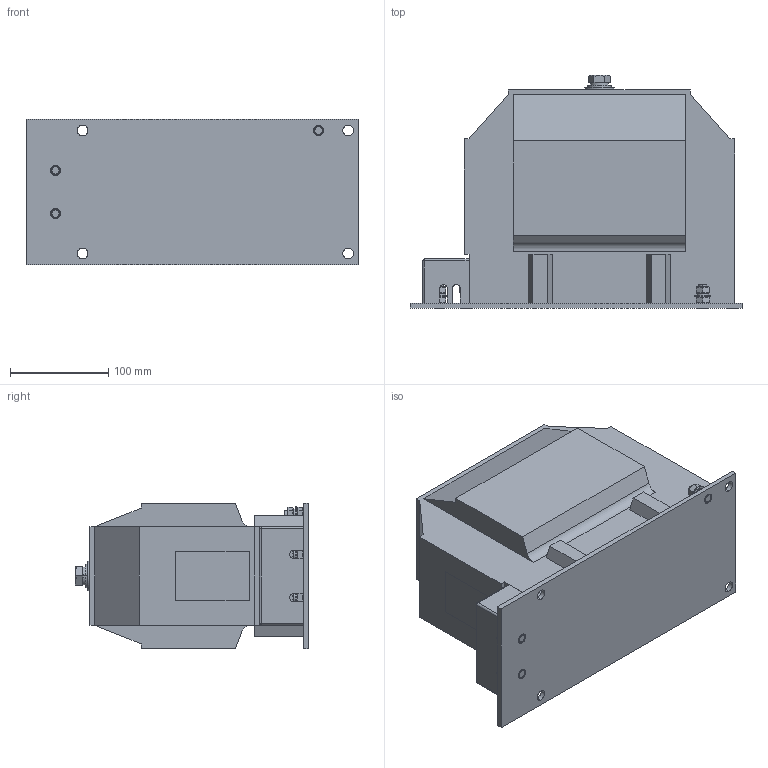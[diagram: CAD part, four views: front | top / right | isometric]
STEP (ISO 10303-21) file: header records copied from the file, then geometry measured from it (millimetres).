
FILE_DESCRIPTION (( 'STEP AP214' ), '1' );
FILE_NAME ('ﾍﾈﾎﾋ-ﾑﾒ-3-ﾌ_ﾍﾈﾎﾋ-ﾑﾒ-6-ﾌ_ﾍﾈﾎﾋ-ﾑﾒ-10-ﾌ.STEP', '2023-08-10T18:06:52', ( '' ), ( '' ), 'SwSTEP 2.0', 'SolidWorks 2019', '' );
FILE_SCHEMA (( 'AUTOMOTIVE_DESIGN' ));
Length unit declared in the file: millimetre
Products named in the file (1): ﾍﾈﾎﾋ-ﾑﾒ-3-ﾌ_ﾍﾈﾎﾋ-ﾑﾒ-6-ﾌ_ﾍﾈﾎﾋ-ﾑﾒ-10-ﾌ
Bounding box: 337.5 x 237.6 x 148 mm (x, y, z)
Volume: 7017173.7 mm3; surface area: 323116.6 mm2
Topology: 32 solids, 32 shells, 846 faces, 2168 edges, 1416 vertices
Faces by surface type: plane 472, cylinder 167, cone 113, bspline 72, torus 16, sphere 6
Entity records: 38789 total; most frequent: CARTESIAN_POINT 8971, ORIENTED_EDGE 4324, DIRECTION 3936, EDGE_CURVE 2162, VERTEX_POINT 1416, AXIS2_PLACEMENT_3D 1373, VECTOR 1190, LINE 1190
